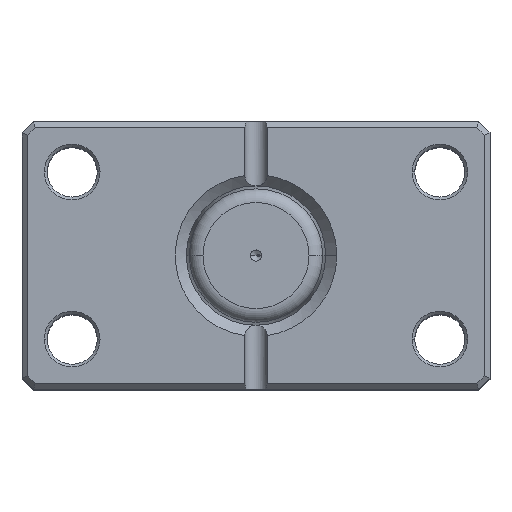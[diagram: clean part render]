
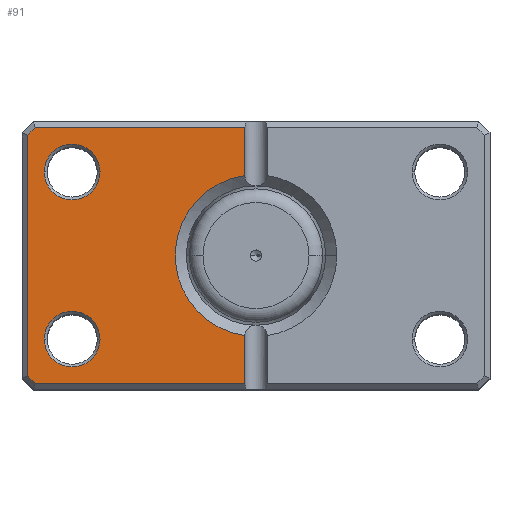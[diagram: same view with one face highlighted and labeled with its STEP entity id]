
A CAD part, top view. The second image highlights one B-rep face of the part: STEP entity #91.
In plain terms, the highlighted face is planar.
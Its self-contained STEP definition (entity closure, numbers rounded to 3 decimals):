
#35 = CARTESIAN_POINT ( 'NONE',  ( 2., 24., 0. ) ) ;
#50 = ORIENTED_EDGE ( 'NONE', *, *, #2314, .T. ) ;
#91 = ADVANCED_FACE ( 'NONE', ( #1186, #2276, #133 ), #1945, .F. ) ;
#133 = FACE_OUTER_BOUND ( 'NONE', #4581, .T. ) ;
#234 = AXIS2_PLACEMENT_3D ( 'NONE', #1310, #4485, #1749 ) ;
#294 = VECTOR ( 'NONE', #557, 1000. ) ;
#311 = EDGE_CURVE ( 'NONE', #2877, #3497, #5606, .T. ) ;
#371 = LINE ( 'NONE', #1894, #5190 ) ;
#416 = VERTEX_POINT ( 'NONE', #1540 ) ;
#557 = DIRECTION ( 'NONE',  ( 0., 1., 0. ) ) ;
#594 = AXIS2_PLACEMENT_3D ( 'NONE', #2566, #5750, #3046 ) ;
#707 = VERTEX_POINT ( 'NONE', #1578 ) ;
#906 = CARTESIAN_POINT ( 'NONE',  ( 41., 0., 0. ) ) ;
#948 = ORIENTED_EDGE ( 'NONE', *, *, #2283, .T. ) ;
#1018 = CARTESIAN_POINT ( 'NONE',  ( 2., 24., 0. ) ) ;
#1085 = AXIS2_PLACEMENT_3D ( 'NONE', #5924, #2393, #5600 ) ;
#1106 = ORIENTED_EDGE ( 'NONE', *, *, #2561, .T. ) ;
#1113 = LINE ( 'NONE', #1179, #4635 ) ;
#1179 = CARTESIAN_POINT ( 'NONE',  ( 0., 23., 0. ) ) ;
#1186 = FACE_BOUND ( 'NONE', #4876, .T. ) ;
#1269 = ORIENTED_EDGE ( 'NONE', *, *, #2690, .T. ) ;
#1310 = CARTESIAN_POINT ( 'NONE',  ( 33., -15., 0. ) ) ;
#1339 = CARTESIAN_POINT ( 'NONE',  ( 31.293, -31.293, 0. ) ) ;
#1381 = AXIS2_PLACEMENT_3D ( 'NONE', #4641, #1899, #5080 ) ;
#1397 = DIRECTION ( 'NONE',  ( -0.707, -0.707, 0. ) ) ;
#1535 = VERTEX_POINT ( 'NONE', #1910 ) ;
#1540 = CARTESIAN_POINT ( 'NONE',  ( 2., -14.361, 0. ) ) ;
#1578 = CARTESIAN_POINT ( 'NONE',  ( 2., -23., 0. ) ) ;
#1703 = CIRCLE ( 'NONE', #6070, 14.5 ) ;
#1729 = CARTESIAN_POINT ( 'NONE',  ( 41., -21.586, 0. ) ) ;
#1749 = DIRECTION ( 'NONE',  ( 1., 0., 0. ) ) ;
#1840 = CARTESIAN_POINT ( 'NONE',  ( 0., 0., 0. ) ) ;
#1864 = DIRECTION ( 'NONE',  ( 0., -1., 0. ) ) ;
#1894 = CARTESIAN_POINT ( 'NONE',  ( 31.293, 31.293, 0. ) ) ;
#1899 = DIRECTION ( 'NONE',  ( 0., 0., 1. ) ) ;
#1910 = CARTESIAN_POINT ( 'NONE',  ( 38., 15., 0. ) ) ;
#1943 = DIRECTION ( 'NONE',  ( 0., 1., 0. ) ) ;
#1945 = PLANE ( 'NONE',  #1085 ) ;
#1975 = VECTOR ( 'NONE', #1397, 1000. ) ;
#2221 = EDGE_CURVE ( 'NONE', #416, #4155, #1703, .T. ) ;
#2276 = FACE_BOUND ( 'NONE', #3596, .T. ) ;
#2283 = EDGE_CURVE ( 'NONE', #2753, #2877, #3989, .T. ) ;
#2287 = CIRCLE ( 'NONE', #594, 5. ) ;
#2303 = VERTEX_POINT ( 'NONE', #2351 ) ;
#2310 = DIRECTION ( 'NONE',  ( 1., 0., 0. ) ) ;
#2314 = EDGE_CURVE ( 'NONE', #3908, #2730, #5991, .T. ) ;
#2346 = CARTESIAN_POINT ( 'NONE',  ( 33., 15., 0. ) ) ;
#2350 = ORIENTED_EDGE ( 'NONE', *, *, #2221, .T. ) ;
#2351 = CARTESIAN_POINT ( 'NONE',  ( 39.586, 23., 0. ) ) ;
#2370 = DIRECTION ( 'NONE',  ( 0.707, -0.707, 0. ) ) ;
#2393 = DIRECTION ( 'NONE',  ( 0., 0., 1. ) ) ;
#2437 = EDGE_CURVE ( 'NONE', #707, #416, #5550, .T. ) ;
#2559 = DIRECTION ( 'NONE',  ( 1., 0., 0. ) ) ;
#2561 = EDGE_CURVE ( 'NONE', #4155, #4279, #2713, .T. ) ;
#2566 = CARTESIAN_POINT ( 'NONE',  ( 33., 15., 0. ) ) ;
#2606 = CARTESIAN_POINT ( 'NONE',  ( 0., -23., 0. ) ) ;
#2618 = ORIENTED_EDGE ( 'NONE', *, *, #5167, .T. ) ;
#2690 = EDGE_CURVE ( 'NONE', #1535, #5112, #2287, .T. ) ;
#2713 = LINE ( 'NONE', #35, #294 ) ;
#2730 = VERTEX_POINT ( 'NONE', #5302 ) ;
#2753 = VERTEX_POINT ( 'NONE', #3518 ) ;
#2767 = EDGE_CURVE ( 'NONE', #3497, #707, #5474, .T. ) ;
#2805 = DIRECTION ( 'NONE',  ( 1., 0., 0. ) ) ;
#2877 = VERTEX_POINT ( 'NONE', #1729 ) ;
#3018 = CARTESIAN_POINT ( 'NONE',  ( 2., 23., 0. ) ) ;
#3046 = DIRECTION ( 'NONE',  ( 1., 0., 0. ) ) ;
#3082 = DIRECTION ( 'NONE',  ( -1., 0., 0. ) ) ;
#3154 = VECTOR ( 'NONE', #1943, 1000. ) ;
#3220 = CIRCLE ( 'NONE', #4842, 5. ) ;
#3286 = ORIENTED_EDGE ( 'NONE', *, *, #2767, .T. ) ;
#3381 = VECTOR ( 'NONE', #1864, 1000. ) ;
#3455 = EDGE_CURVE ( 'NONE', #5112, #1535, #3220, .T. ) ;
#3495 = EDGE_CURVE ( 'NONE', #2303, #2753, #371, .T. ) ;
#3497 = VERTEX_POINT ( 'NONE', #4613 ) ;
#3518 = CARTESIAN_POINT ( 'NONE',  ( 41., 21.586, 0. ) ) ;
#3596 = EDGE_LOOP ( 'NONE', ( #3700, #1269 ) ) ;
#3700 = ORIENTED_EDGE ( 'NONE', *, *, #3455, .T. ) ;
#3851 = CARTESIAN_POINT ( 'NONE',  ( 2., 14.361, 0. ) ) ;
#3908 = VERTEX_POINT ( 'NONE', #5515 ) ;
#3958 = CARTESIAN_POINT ( 'NONE',  ( 28., 15., 0. ) ) ;
#3989 = LINE ( 'NONE', #906, #3381 ) ;
#4107 = CIRCLE ( 'NONE', #234, 5. ) ;
#4155 = VERTEX_POINT ( 'NONE', #3851 ) ;
#4278 = VECTOR ( 'NONE', #3082, 1000. ) ;
#4279 = VERTEX_POINT ( 'NONE', #3018 ) ;
#4485 = DIRECTION ( 'NONE',  ( 0., 0., 1. ) ) ;
#4581 = EDGE_LOOP ( 'NONE', ( #4767, #2350, #1106, #5816, #4629, #948, #5679, #3286 ) ) ;
#4613 = CARTESIAN_POINT ( 'NONE',  ( 39.586, -23., 0. ) ) ;
#4629 = ORIENTED_EDGE ( 'NONE', *, *, #3495, .T. ) ;
#4635 = VECTOR ( 'NONE', #2559, 1000. ) ;
#4641 = CARTESIAN_POINT ( 'NONE',  ( 33., -15., 0. ) ) ;
#4767 = ORIENTED_EDGE ( 'NONE', *, *, #2437, .T. ) ;
#4842 = AXIS2_PLACEMENT_3D ( 'NONE', #2346, #5516, #2805 ) ;
#4876 = EDGE_LOOP ( 'NONE', ( #2618, #50 ) ) ;
#5015 = DIRECTION ( 'NONE',  ( 0., 0., 1. ) ) ;
#5080 = DIRECTION ( 'NONE',  ( 1., 0., 0. ) ) ;
#5112 = VERTEX_POINT ( 'NONE', #3958 ) ;
#5167 = EDGE_CURVE ( 'NONE', #2730, #3908, #4107, .T. ) ;
#5190 = VECTOR ( 'NONE', #2370, 1000. ) ;
#5302 = CARTESIAN_POINT ( 'NONE',  ( 28., -15., 0. ) ) ;
#5474 = LINE ( 'NONE', #2606, #4278 ) ;
#5515 = CARTESIAN_POINT ( 'NONE',  ( 38., -15., 0. ) ) ;
#5516 = DIRECTION ( 'NONE',  ( 0., 0., 1. ) ) ;
#5550 = LINE ( 'NONE', #1018, #3154 ) ;
#5600 = DIRECTION ( 'NONE',  ( 1., 0., 0. ) ) ;
#5606 = LINE ( 'NONE', #1339, #1975 ) ;
#5679 = ORIENTED_EDGE ( 'NONE', *, *, #311, .T. ) ;
#5750 = DIRECTION ( 'NONE',  ( 0., 0., 1. ) ) ;
#5816 = ORIENTED_EDGE ( 'NONE', *, *, #6008, .T. ) ;
#5924 = CARTESIAN_POINT ( 'NONE',  ( 0., 0., 0. ) ) ;
#5991 = CIRCLE ( 'NONE', #1381, 5. ) ;
#6008 = EDGE_CURVE ( 'NONE', #4279, #2303, #1113, .T. ) ;
#6070 = AXIS2_PLACEMENT_3D ( 'NONE', #1840, #5015, #2310 ) ;
